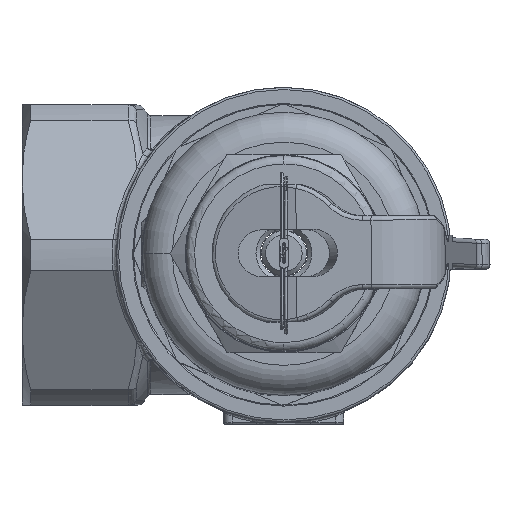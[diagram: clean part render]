
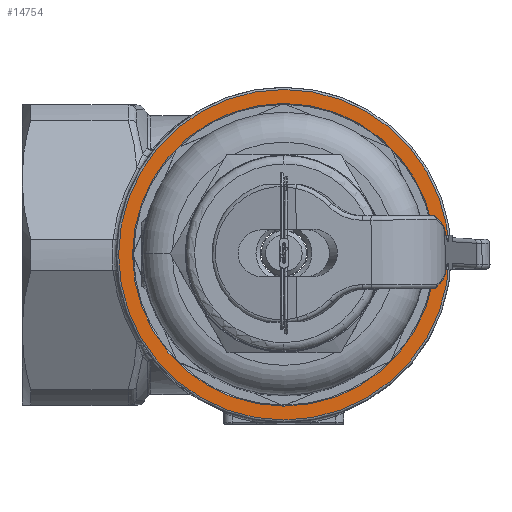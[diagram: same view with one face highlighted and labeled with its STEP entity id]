
A CAD part, top view. The second image highlights one B-rep face of the part: STEP entity #14754.
In plain terms, the highlighted planar face has unit normal (0, 0, 1).
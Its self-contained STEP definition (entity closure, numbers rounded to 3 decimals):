
#9310=CARTESIAN_POINT('',(-0.,35.25,50.5));
#9311=VERTEX_POINT('',#9310);
#9318=CARTESIAN_POINT('',(-0.,-35.25,50.5));
#9319=VERTEX_POINT('',#9318);
#9320=CARTESIAN_POINT('',(0.,0.,50.5));
#9321=DIRECTION('',(-0.,-0.,-1.));
#9322=DIRECTION('',(0.,-1.,0.));
#9323=AXIS2_PLACEMENT_3D('',#9320,#9321,#9322);
#9324=CIRCLE('',#9323,35.25);
#9325=EDGE_CURVE('NONE',#9319,#9311,#9324,.T.);
#14719=CARTESIAN_POINT('',(0.,0.,50.5));
#14720=DIRECTION('',(0.,0.,1.));
#14721=DIRECTION('',(1.,-0.,-0.));
#14722=AXIS2_PLACEMENT_3D('',#14719,#14720,#14721);
#14723=PLANE('',#14722);
#14724=ORIENTED_EDGE('',*,*,#9325,.T.);
#14725=CARTESIAN_POINT('',(0.,0.,50.5));
#14726=DIRECTION('',(-0.,-0.,-1.));
#14727=DIRECTION('',(0.,-1.,0.));
#14728=AXIS2_PLACEMENT_3D('',#14725,#14726,#14727);
#14729=CIRCLE('',#14728,35.25);
#14730=EDGE_CURVE('NONE',#9311,#9319,#14729,.T.);
#14731=ORIENTED_EDGE('',*,*,#14730,.T.);
#14732=EDGE_LOOP('',(#14724,#14731));
#14733=FACE_BOUND('',#14732,.T.);
#14734=CARTESIAN_POINT('',(-38.5,0.,50.5));
#14735=VERTEX_POINT('',#14734);
#14736=CARTESIAN_POINT('',(38.5,0.,50.5));
#14737=VERTEX_POINT('',#14736);
#14738=CARTESIAN_POINT('',(0.,0.,50.5));
#14739=DIRECTION('',(0.,0.,1.));
#14740=DIRECTION('',(1.,-0.,-0.));
#14741=AXIS2_PLACEMENT_3D('',#14738,#14739,#14740);
#14742=CIRCLE('',#14741,38.5);
#14743=EDGE_CURVE('NONE',#14735,#14737,#14742,.T.);
#14744=ORIENTED_EDGE('',*,*,#14743,.T.);
#14745=CARTESIAN_POINT('',(0.,0.,50.5));
#14746=DIRECTION('',(0.,0.,1.));
#14747=DIRECTION('',(1.,-0.,-0.));
#14748=AXIS2_PLACEMENT_3D('',#14745,#14746,#14747);
#14749=CIRCLE('',#14748,38.5);
#14750=EDGE_CURVE('NONE',#14737,#14735,#14749,.T.);
#14751=ORIENTED_EDGE('',*,*,#14750,.T.);
#14752=EDGE_LOOP('',(#14744,#14751));
#14753=FACE_BOUND('',#14752,.T.);
#14754=ADVANCED_FACE('NONE',(#14733,#14753),#14723,.T.);
